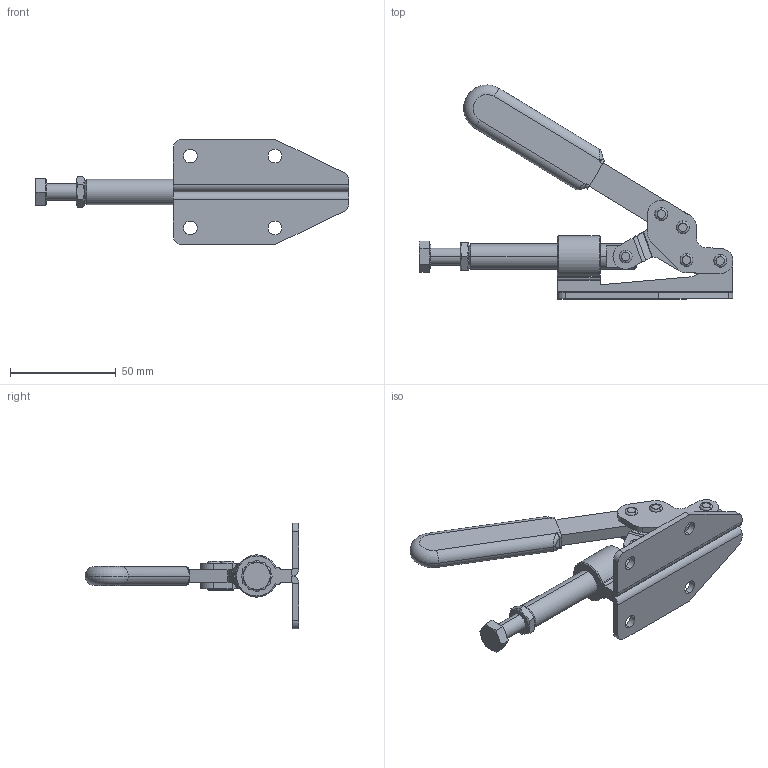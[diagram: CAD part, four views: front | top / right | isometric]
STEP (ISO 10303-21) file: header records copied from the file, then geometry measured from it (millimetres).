
FILE_DESCRIPTION (( 'STEP AP203' ), '1' );
FILE_NAME ('HS-36020M .STEP', '2019-08-12T08:11:21', ( '微软用户' ), ( '微软中国' ), 'SwSTEP 2.0', 'SolidWorks 2012', '' );
FILE_SCHEMA (( 'CONFIG_CONTROL_DESIGN' ));
Length unit declared in the file: millimetre
Products named in the file (15): HS-36020M ; 种; hex thin nuts-grades ab-chamfered gb_GB_FASTENER_NUT_STNAB M8-N; hexagon head bolts-full thread gb_GB_FASTENER_BOLT_STBAB A M8X30-N; 挴裝; 忒梟2; 忒梟; 忒參; 蟀裝酘; 蟀裝衵; 菁釱
Assembly tree (15 placements, depth 2):
  HS-36020M 
    菁釱
    蟀裝衵
    蟀裝酘
    忒參
    忒梟  x2
    忒梟2
    挴裝
    hexagon head bolts-full thread gb_GB_FASTENER_BOLT_STBAB A M8X30-N
    hex thin nuts-grades ab-chamfered gb_GB_FASTENER_NUT_STNAB M8-N
    种
    种
    种
    种
    种
Bounding box: 148.47 x 101.22 x 50 mm (x, y, z)
Volume: 52585.2 mm3; surface area: 32180.6 mm2
Topology: 15 solids, 15 shells, 721 faces, 1863 edges, 1209 vertices
Faces by surface type: plane 343, bspline 172, cylinder 134, torus 42, cone 30
Entity records: 30815 total; most frequent: CARTESIAN_POINT 13115, ORIENTED_EDGE 3602, DIRECTION 2838, EDGE_CURVE 1801, VERTEX_POINT 1169, LINE 1014, VECTOR 1014, AXIS2_PLACEMENT_3D 912
